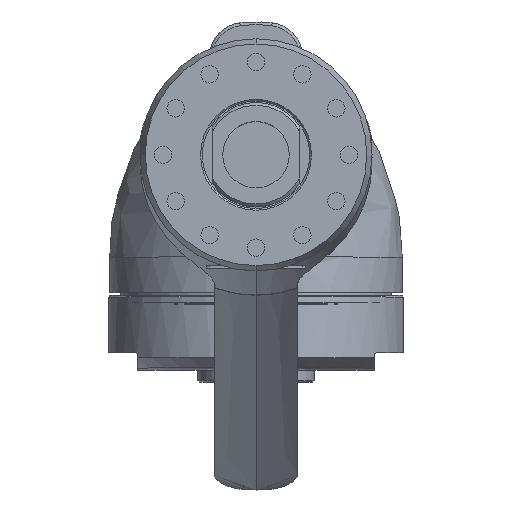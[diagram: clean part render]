
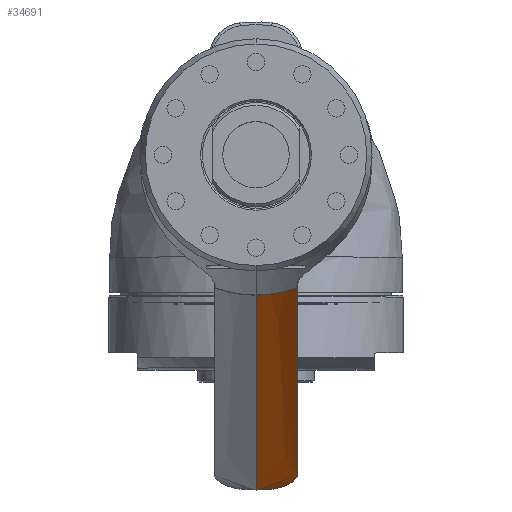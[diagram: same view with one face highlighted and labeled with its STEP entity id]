
A CAD part, top view. The second image highlights one B-rep face of the part: STEP entity #34691.
In plain terms, the highlighted conical face has half-angle 5 degrees and reference radius 24.263 mm.
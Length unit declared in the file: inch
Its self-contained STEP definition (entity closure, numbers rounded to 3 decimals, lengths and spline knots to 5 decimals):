
#12577=CARTESIAN_POINT('',(0.0906,-2.26163,
-4.77802));
#12578=CARTESIAN_POINT('',(0.0946,-2.26132,
-4.77811));
#12579=CARTESIAN_POINT('',(0.10257,-2.26058,
-4.77807));
#12580=CARTESIAN_POINT('',(0.11446,-2.2591,
-4.77738));
#12581=CARTESIAN_POINT('',(0.1262,-2.25728,
-4.77607));
#12582=CARTESIAN_POINT('',(0.13773,-2.25513,
-4.77415));
#12583=CARTESIAN_POINT('',(0.14907,-2.25266,
-4.77162));
#12584=CARTESIAN_POINT('',(0.16018,-2.24988,
-4.76849));
#12585=CARTESIAN_POINT('',(0.171,-2.2468,
-4.76476));
#12586=CARTESIAN_POINT('',(0.18147,-2.24346,
-4.76046));
#12587=CARTESIAN_POINT('',(0.19163,-2.23986,
-4.75557));
#12588=CARTESIAN_POINT('',(0.20142,-2.23601,
-4.75012));
#12589=CARTESIAN_POINT('',(0.21078,-2.23196,
-4.74413));
#12590=CARTESIAN_POINT('',(0.21968,-2.22773,
-4.73763));
#12591=CARTESIAN_POINT('',(0.22813,-2.22332,
-4.73058));
#12592=CARTESIAN_POINT('',(0.23608,-2.21877,
-4.72305));
#12593=CARTESIAN_POINT('',(0.24348,-2.21412,
-4.71506));
#12594=CARTESIAN_POINT('',(0.25034,-2.20937,
-4.70662));
#12595=CARTESIAN_POINT('',(0.25663,-2.20456,
-4.69775));
#12596=CARTESIAN_POINT('',(0.26231,-2.19972,
-4.68848));
#12597=CARTESIAN_POINT('',(0.26735,-2.19489,
-4.67889));
#12598=CARTESIAN_POINT('',(0.27177,-2.19007,
-4.66894));
#12599=CARTESIAN_POINT('',(0.27553,-2.18529,
-4.65869));
#12600=CARTESIAN_POINT('',(0.27862,-2.18059,
-4.6482));
#12601=CARTESIAN_POINT('',(0.28102,-2.176,
-4.63752));
#12602=CARTESIAN_POINT('',(0.28275,-2.17152,
-4.62664));
#12603=CARTESIAN_POINT('',(0.28378,-2.16719,
-4.61563));
#12604=CARTESIAN_POINT('',(0.28401,-2.16442,
-4.60826));
#12605=CARTESIAN_POINT('',(0.28401,-2.16306,
-4.60456));
#12607=CARTESIAN_POINT('',(0.,-0.18943,-1.36838));
#12608=DIRECTION('',(0.,-0.259,-0.966));
#12609=DIRECTION('',(0.361,-0.901,0.241));
#12610=AXIS2_PLACEMENT_3D('',#12607,#12608,#12609);
#12612=CARTESIAN_POINT('',(0.28401,-2.16306,
-4.60456));
#12613=CARTESIAN_POINT('',(0.28401,-2.14374,
-4.55199));
#12614=CARTESIAN_POINT('',(0.28401,-2.1053,
-4.44735));
#12615=CARTESIAN_POINT('',(0.28401,-2.04816,
-4.2919));
#12616=CARTESIAN_POINT('',(0.28401,-1.99155,
-4.13791));
#12617=CARTESIAN_POINT('',(0.28401,-1.93545,
-3.98534));
#12618=CARTESIAN_POINT('',(0.28401,-1.87984,
-3.83418));
#12619=CARTESIAN_POINT('',(0.28401,-1.82472,
-3.68437));
#12620=CARTESIAN_POINT('',(0.28401,-1.77006,
-3.53589));
#12621=CARTESIAN_POINT('',(0.28401,-1.71584,
-3.38861));
#12622=CARTESIAN_POINT('',(0.28401,-1.66199,
-3.24241));
#12623=CARTESIAN_POINT('',(0.28401,-1.60849,
-3.09721));
#12624=CARTESIAN_POINT('',(0.28401,-1.55531,
-2.95295));
#12625=CARTESIAN_POINT('',(0.28401,-1.50244,
-2.80955));
#12626=CARTESIAN_POINT('',(0.28401,-1.44986,
-2.66701));
#12627=CARTESIAN_POINT('',(0.28401,-1.39761,
-2.52542));
#12628=CARTESIAN_POINT('',(0.28401,-1.34571,
-2.38483));
#12629=CARTESIAN_POINT('',(0.28401,-1.29419,
-2.24535));
#12630=CARTESIAN_POINT('',(0.28401,-1.24309,
-2.10707));
#12631=CARTESIAN_POINT('',(0.28401,-1.19245,
-1.97011));
#12632=CARTESIAN_POINT('',(0.28401,-1.14231,
-1.83455));
#12633=CARTESIAN_POINT('',(0.28401,-1.09266,
-1.70039));
#12634=CARTESIAN_POINT('',(0.28401,-1.0435,
-1.56764));
#12635=CARTESIAN_POINT('',(0.28401,-0.99484,
-1.43632));
#12636=CARTESIAN_POINT('',(0.28401,-0.94669,
-1.30642));
#12637=CARTESIAN_POINT('',(0.28401,-0.91492,
-1.22079));
#12638=CARTESIAN_POINT('',(0.28401,-0.89913,
-1.17822));
#12652=CARTESIAN_POINT('',(0.,-1.18065,-5.06767));
#12653=DIRECTION('',(0.,-0.259,-0.966));
#12654=DIRECTION('',(0.081,-0.963,0.258));
#12655=AXIS2_PLACEMENT_3D('',#12652,#12653,#12654);
#13645=DIRECTION('',(0.,-0.342,-0.94));
#13646=VECTOR('',#13645,3.84442);
#13647=CARTESIAN_POINT('',(0.,-0.9503,-1.16451));
#13648=LINE('',#13647,#13646);
#28252=CARTESIAN_POINT('',(0.,-0.9503,-1.16451));
#28253=VERTEX_POINT('',#28252);
#28254=CARTESIAN_POINT('',(0.,-2.26517,-4.77708));
#28255=VERTEX_POINT('',#28254);
#28269=CARTESIAN_POINT('',(0.28401,-0.89913,
-1.17822));
#28271=VERTEX_POINT('',#28269);
#28272=VERTEX_POINT('',#12577);
#28273=VERTEX_POINT('',#12605);
#34676=CARTESIAN_POINT('',(0.,-0.68504,-3.21803));
#34677=DIRECTION('',(0.,-0.259,-0.966));
#34678=DIRECTION('',(-0.361,0.901,-0.241));
#34679=AXIS2_PLACEMENT_3D('',#34676,#34677,#34678);
#34680=CONICAL_SURFACE('',#34679,0.95524,5.);
#34681=ORIENTED_EDGE('',*,*,#34666,.F.);
#34683=ORIENTED_EDGE('',*,*,#34682,.T.);
#34685=ORIENTED_EDGE('',*,*,#34684,.F.);
#34687=ORIENTED_EDGE('',*,*,#34686,.F.);
#34688=ORIENTED_EDGE('',*,*,#34633,.F.);
#34689=EDGE_LOOP('',(#34681,#34683,#34685,#34687,#34688));
#34690=FACE_OUTER_BOUND('',#34689,.F.);
#34691=ADVANCED_FACE('',(#34690),#34680,.T.);
#12606=B_SPLINE_CURVE_WITH_KNOTS('',3,(#12577,#12578,#12579,#12580,#12581,
#12582,#12583,#12584,#12585,#12586,#12587,#12588,#12589,#12590,#12591,#12592,
#12593,#12594,#12595,#12596,#12597,#12598,#12599,#12600,#12601,#12602,#12603,
#12604,#12605),.UNSPECIFIED.,.F.,.F.,(4,1,1,1,1,1,1,1,1,1,1,1,1,1,1,1,1,1,1,1,1,
1,1,1,1,1,4),(0.,0.03846,0.07692,0.11538,
0.15385,0.19231,0.23077,0.26923,
0.30769,0.34615,0.38462,0.42308,
0.46154,0.5,0.53846,0.57692,0.61538,
0.65385,0.69231,0.73077,0.76923,
0.80769,0.84615,0.88462,0.92308,
0.96154,1.),.UNSPECIFIED.);
#12611=CIRCLE('',#12610,0.78771);
#12639=B_SPLINE_CURVE_WITH_KNOTS('',3,(#12612,#12613,#12614,#12615,#12616,
#12617,#12618,#12619,#12620,#12621,#12622,#12623,#12624,#12625,#12626,#12627,
#12628,#12629,#12630,#12631,#12632,#12633,#12634,#12635,#12636,#12637,#12638),
.UNSPECIFIED.,.F.,.F.,(4,1,1,1,1,1,1,1,1,1,1,1,1,1,1,1,1,1,1,1,1,1,1,1,4),(0.,
0.04167,0.08333,0.125,0.16667,0.20833,
0.25,0.29167,0.33333,0.375,0.41667,
0.45833,0.5,0.54167,0.58333,0.625,
0.66667,0.70833,0.75,0.79167,0.83333,
0.875,0.91667,0.95833,1.),.UNSPECIFIED.);
#12656=CIRCLE('',#12655,1.12278);
#34633=EDGE_CURVE('',#28273,#28271,#12639,.T.);
#34666=EDGE_CURVE('',#28272,#28273,#12606,.T.);
#34682=EDGE_CURVE('',#28272,#28255,#12656,.T.);
#34684=EDGE_CURVE('',#28253,#28255,#13648,.T.);
#34686=EDGE_CURVE('',#28271,#28253,#12611,.T.);
